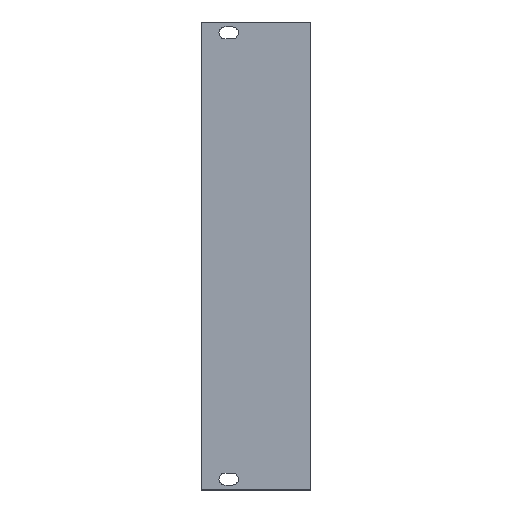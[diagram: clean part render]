
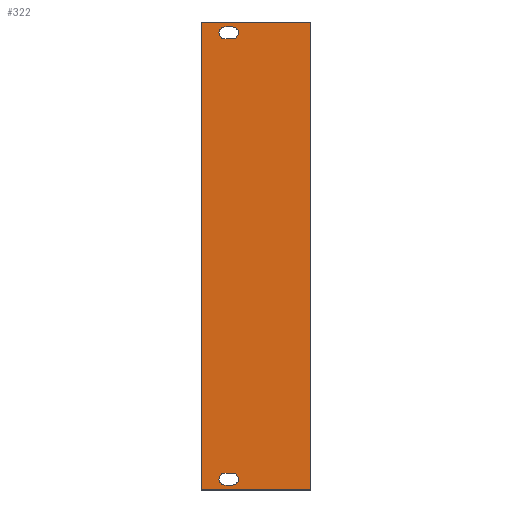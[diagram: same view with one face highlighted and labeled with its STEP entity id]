
A CAD part, top view. The second image highlights one B-rep face of the part: STEP entity #322.
In plain terms, the highlighted planar face has unit normal (0, 0, 1).
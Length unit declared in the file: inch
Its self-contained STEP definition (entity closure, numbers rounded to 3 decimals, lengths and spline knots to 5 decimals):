
#5 = CIRCLE ( 'NONE', #245, 0.06496 ) ;
#6 = VECTOR ( 'NONE', #32, 39.37008 ) ;
#7 = VERTEX_POINT ( 'NONE', #441 ) ;
#12 = DIRECTION ( 'NONE',  ( 0., 1., 0. ) ) ;
#16 = DIRECTION ( 'NONE',  ( -1., 0., 0. ) ) ;
#20 = FACE_OUTER_BOUND ( 'NONE', #352, .T. ) ;
#22 = LINE ( 'NONE', #124, #286 ) ;
#28 = CARTESIAN_POINT ( 'NONE',  ( -0.25528, 2.41142, 0.07874 ) ) ;
#31 = AXIS2_PLACEMENT_3D ( 'NONE', #284, #453, #444 ) ;
#32 = DIRECTION ( 'NONE',  ( 1., 0., 0. ) ) ;
#35 = VERTEX_POINT ( 'NONE', #188 ) ;
#36 = CARTESIAN_POINT ( 'NONE',  ( -0.59055, -2.52953, 0.07874 ) ) ;
#53 = CARTESIAN_POINT ( 'NONE',  ( 0.59055, 2.52953, 0.07874 ) ) ;
#56 = AXIS2_PLACEMENT_3D ( 'NONE', #391, #96, #431 ) ;
#61 = DIRECTION ( 'NONE',  ( 0., 0., 1. ) ) ;
#69 = EDGE_CURVE ( 'NONE', #293, #421, #354, .T. ) ;
#75 = CARTESIAN_POINT ( 'NONE',  ( 0.59055, 2.52953, 0.07874 ) ) ;
#77 = EDGE_LOOP ( 'NONE', ( #363, #133, #532, #506, #99 ) ) ;
#79 = DIRECTION ( 'NONE',  ( 0., 0., 1. ) ) ;
#87 = ORIENTED_EDGE ( 'NONE', *, *, #437, .F. ) ;
#88 = VERTEX_POINT ( 'NONE', #488 ) ;
#89 = EDGE_CURVE ( 'NONE', #513, #88, #145, .T. ) ;
#93 = VERTEX_POINT ( 'NONE', #527 ) ;
#96 = DIRECTION ( 'NONE',  ( 0., 0., 1. ) ) ;
#99 = ORIENTED_EDGE ( 'NONE', *, *, #394, .F. ) ;
#101 = EDGE_CURVE ( 'NONE', #239, #130, #491, .T. ) ;
#103 = DIRECTION ( 'NONE',  ( 1., 0., 0. ) ) ;
#104 = VECTOR ( 'NONE', #103, 39.37008 ) ;
#111 = DIRECTION ( 'NONE',  ( 0., 0., 1. ) ) ;
#124 = CARTESIAN_POINT ( 'NONE',  ( -0.33528, 2.47638, 0.07874 ) ) ;
#130 = VERTEX_POINT ( 'NONE', #525 ) ;
#132 = DIRECTION ( 'NONE',  ( 1., 0., 0. ) ) ;
#133 = ORIENTED_EDGE ( 'NONE', *, *, #304, .F. ) ;
#142 = VERTEX_POINT ( 'NONE', #494 ) ;
#144 = CARTESIAN_POINT ( 'NONE',  ( -0.59055, -2.52953, 0.07874 ) ) ;
#145 = CIRCLE ( 'NONE', #258, 0.06496 ) ;
#147 = EDGE_LOOP ( 'NONE', ( #184, #87, #249, #214, #341 ) ) ;
#148 = LINE ( 'NONE', #261, #399 ) ;
#153 = EDGE_CURVE ( 'NONE', #88, #198, #22, .T. ) ;
#159 = VERTEX_POINT ( 'NONE', #75 ) ;
#180 = CARTESIAN_POINT ( 'NONE',  ( -0.25528, 2.34646, 0.07874 ) ) ;
#184 = ORIENTED_EDGE ( 'NONE', *, *, #300, .F. ) ;
#187 = PLANE ( 'NONE',  #56 ) ;
#188 = CARTESIAN_POINT ( 'NONE',  ( -0.25528, -2.34646, 0.07874 ) ) ;
#198 = VERTEX_POINT ( 'NONE', #358 ) ;
#200 = CARTESIAN_POINT ( 'NONE',  ( -0.33528, 2.41142, 0.07874 ) ) ;
#209 = DIRECTION ( 'NONE',  ( 0., 0., 1. ) ) ;
#210 = DIRECTION ( 'NONE',  ( 1., 0., 0. ) ) ;
#211 = ORIENTED_EDGE ( 'NONE', *, *, #310, .T. ) ;
#214 = ORIENTED_EDGE ( 'NONE', *, *, #153, .F. ) ;
#216 = CIRCLE ( 'NONE', #301, 0.06496 ) ;
#224 = LINE ( 'NONE', #347, #299 ) ;
#229 = LINE ( 'NONE', #442, #104 ) ;
#232 = DIRECTION ( 'NONE',  ( 1., 0., 0. ) ) ;
#239 = VERTEX_POINT ( 'NONE', #250 ) ;
#240 = CARTESIAN_POINT ( 'NONE',  ( -0.33528, -2.47638, 0.07874 ) ) ;
#245 = AXIS2_PLACEMENT_3D ( 'NONE', #393, #61, #232 ) ;
#248 = DIRECTION ( 'NONE',  ( 1., 0., 0. ) ) ;
#249 = ORIENTED_EDGE ( 'NONE', *, *, #450, .F. ) ;
#250 = CARTESIAN_POINT ( 'NONE',  ( -0.33528, -2.47638, 0.07874 ) ) ;
#258 = AXIS2_PLACEMENT_3D ( 'NONE', #28, #79, #536 ) ;
#261 = CARTESIAN_POINT ( 'NONE',  ( -0.59055, 2.52953, 0.07874 ) ) ;
#262 = CARTESIAN_POINT ( 'NONE',  ( -0.33528, -2.34646, 0.07874 ) ) ;
#265 = DIRECTION ( 'NONE',  ( 0., -1., 0. ) ) ;
#270 = EDGE_CURVE ( 'NONE', #159, #7, #148, .T. ) ;
#282 = EDGE_CURVE ( 'NONE', #35, #345, #224, .T. ) ;
#284 = CARTESIAN_POINT ( 'NONE',  ( -0.25528, -2.41142, 0.07874 ) ) ;
#286 = VECTOR ( 'NONE', #445, 39.37008 ) ;
#293 = VERTEX_POINT ( 'NONE', #144 ) ;
#299 = VECTOR ( 'NONE', #16, 39.37008 ) ;
#300 = EDGE_CURVE ( 'NONE', #142, #513, #229, .T. ) ;
#301 = AXIS2_PLACEMENT_3D ( 'NONE', #335, #503, #132 ) ;
#303 = FACE_BOUND ( 'NONE', #77, .T. ) ;
#304 = EDGE_CURVE ( 'NONE', #408, #239, #5, .T. ) ;
#310 = EDGE_CURVE ( 'NONE', #7, #293, #402, .T. ) ;
#312 = AXIS2_PLACEMENT_3D ( 'NONE', #356, #111, #248 ) ;
#322 = ADVANCED_FACE ( 'NONE', ( #20, #303, #472 ), #187, .T. ) ;
#335 = CARTESIAN_POINT ( 'NONE',  ( -0.33528, -2.41142, 0.07874 ) ) ;
#341 = ORIENTED_EDGE ( 'NONE', *, *, #89, .F. ) ;
#345 = VERTEX_POINT ( 'NONE', #262 ) ;
#347 = CARTESIAN_POINT ( 'NONE',  ( -0.33528, -2.34646, 0.07874 ) ) ;
#350 = EDGE_CURVE ( 'NONE', #421, #159, #433, .T. ) ;
#352 = EDGE_LOOP ( 'NONE', ( #419, #474, #211, #411 ) ) ;
#354 = LINE ( 'NONE', #36, #6 ) ;
#355 = VECTOR ( 'NONE', #12, 39.37008 ) ;
#356 = CARTESIAN_POINT ( 'NONE',  ( -0.33528, 2.41142, 0.07874 ) ) ;
#358 = CARTESIAN_POINT ( 'NONE',  ( -0.33528, 2.47638, 0.07874 ) ) ;
#363 = ORIENTED_EDGE ( 'NONE', *, *, #101, .F. ) ;
#391 = CARTESIAN_POINT ( 'NONE',  ( 0., 0., 0.07874 ) ) ;
#393 = CARTESIAN_POINT ( 'NONE',  ( -0.33528, -2.41142, 0.07874 ) ) ;
#394 = EDGE_CURVE ( 'NONE', #130, #35, #507, .T. ) ;
#399 = VECTOR ( 'NONE', #478, 39.37008 ) ;
#402 = LINE ( 'NONE', #440, #416 ) ;
#405 = CARTESIAN_POINT ( 'NONE',  ( -0.40024, -2.41142, 0.07874 ) ) ;
#408 = VERTEX_POINT ( 'NONE', #405 ) ;
#411 = ORIENTED_EDGE ( 'NONE', *, *, #69, .T. ) ;
#416 = VECTOR ( 'NONE', #265, 39.37008 ) ;
#417 = DIRECTION ( 'NONE',  ( 1., 0., 0. ) ) ;
#419 = ORIENTED_EDGE ( 'NONE', *, *, #350, .T. ) ;
#421 = VERTEX_POINT ( 'NONE', #531 ) ;
#427 = AXIS2_PLACEMENT_3D ( 'NONE', #200, #209, #417 ) ;
#431 = DIRECTION ( 'NONE',  ( 1., 0., 0. ) ) ;
#433 = LINE ( 'NONE', #53, #355 ) ;
#437 = EDGE_CURVE ( 'NONE', #93, #142, #479, .T. ) ;
#440 = CARTESIAN_POINT ( 'NONE',  ( -0.59055, 2.52953, 0.07874 ) ) ;
#441 = CARTESIAN_POINT ( 'NONE',  ( -0.59055, 2.52953, 0.07874 ) ) ;
#442 = CARTESIAN_POINT ( 'NONE',  ( -0.33528, 2.34646, 0.07874 ) ) ;
#444 = DIRECTION ( 'NONE',  ( 1., 0., 0. ) ) ;
#445 = DIRECTION ( 'NONE',  ( -1., 0., 0. ) ) ;
#450 = EDGE_CURVE ( 'NONE', #198, #93, #454, .T. ) ;
#453 = DIRECTION ( 'NONE',  ( 0., 0., 1. ) ) ;
#454 = CIRCLE ( 'NONE', #427, 0.06496 ) ;
#472 = FACE_BOUND ( 'NONE', #147, .T. ) ;
#474 = ORIENTED_EDGE ( 'NONE', *, *, #270, .T. ) ;
#478 = DIRECTION ( 'NONE',  ( -1., 0., 0. ) ) ;
#479 = CIRCLE ( 'NONE', #312, 0.06496 ) ;
#488 = CARTESIAN_POINT ( 'NONE',  ( -0.25528, 2.47638, 0.07874 ) ) ;
#491 = LINE ( 'NONE', #240, #518 ) ;
#494 = CARTESIAN_POINT ( 'NONE',  ( -0.33528, 2.34646, 0.07874 ) ) ;
#503 = DIRECTION ( 'NONE',  ( 0., 0., 1. ) ) ;
#506 = ORIENTED_EDGE ( 'NONE', *, *, #282, .F. ) ;
#507 = CIRCLE ( 'NONE', #31, 0.06496 ) ;
#513 = VERTEX_POINT ( 'NONE', #180 ) ;
#518 = VECTOR ( 'NONE', #210, 39.37008 ) ;
#522 = EDGE_CURVE ( 'NONE', #345, #408, #216, .T. ) ;
#525 = CARTESIAN_POINT ( 'NONE',  ( -0.25528, -2.47638, 0.07874 ) ) ;
#527 = CARTESIAN_POINT ( 'NONE',  ( -0.40024, 2.41142, 0.07874 ) ) ;
#531 = CARTESIAN_POINT ( 'NONE',  ( 0.59055, -2.52953, 0.07874 ) ) ;
#532 = ORIENTED_EDGE ( 'NONE', *, *, #522, .F. ) ;
#536 = DIRECTION ( 'NONE',  ( 1., 0., 0. ) ) ;
